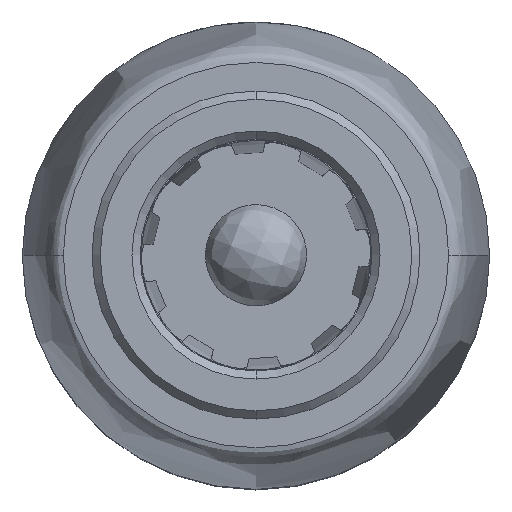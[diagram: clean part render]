
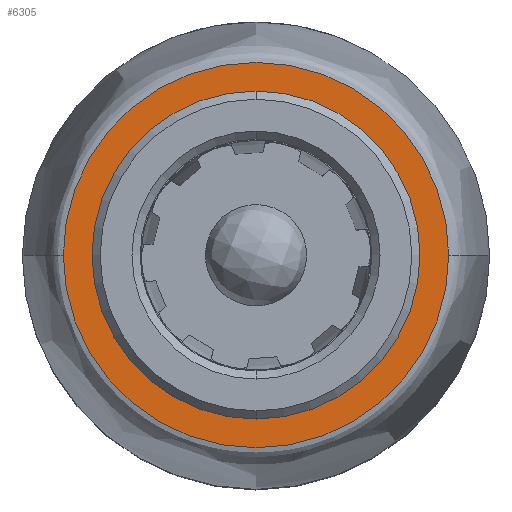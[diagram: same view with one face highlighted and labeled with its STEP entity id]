
A CAD part, top view. The second image highlights one B-rep face of the part: STEP entity #6305.
In plain terms, the highlighted face is planar.
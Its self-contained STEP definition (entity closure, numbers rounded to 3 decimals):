
#244 = CARTESIAN_POINT ( 'NONE',  ( 0., 0., 0. ) ) ;
#1305 = CARTESIAN_POINT ( 'NONE',  ( 0., 0., -4. ) ) ;
#2682 = CARTESIAN_POINT ( 'NONE',  ( 0., 0., 0. ) ) ;
#2970 = PLANE ( 'NONE',  #23398 ) ;
#3884 = CARTESIAN_POINT ( 'NONE',  ( 0., 0., 0. ) ) ;
#5367 = AXIS2_PLACEMENT_3D ( 'NONE', #23380, #28636, #31275 ) ;
#5502 = DIRECTION ( 'NONE',  ( -1., 0., 0. ) ) ;
#5775 = VERTEX_POINT ( 'NONE', #9846 ) ;
#6305 = ADVANCED_FACE ( 'NONE', ( #30869, #7215 ), #2970, .F. ) ;
#6621 = AXIS2_PLACEMENT_3D ( 'NONE', #23820, #8233, #29065 ) ;
#7215 = FACE_OUTER_BOUND ( 'NONE', #7805, .T. ) ;
#7805 = EDGE_LOOP ( 'NONE', ( #15700, #21905 ) ) ;
#8113 = DIRECTION ( 'NONE',  ( 0., 0., 1. ) ) ;
#8233 = DIRECTION ( 'NONE',  ( 1., 0., 0. ) ) ;
#8255 = VERTEX_POINT ( 'NONE', #25582 ) ;
#8603 = CARTESIAN_POINT ( 'NONE',  ( 0., 0., 4. ) ) ;
#9846 = CARTESIAN_POINT ( 'NONE',  ( 0., 4.7, 0. ) ) ;
#11761 = DIRECTION ( 'NONE',  ( -1., 0., 0. ) ) ;
#12869 = EDGE_CURVE ( 'NONE', #25357, #25499, #28105, .T. ) ;
#14215 = DIRECTION ( 'NONE',  ( 0., 0., 1. ) ) ;
#14220 = EDGE_CURVE ( 'NONE', #8255, #5775, #14964, .T. ) ;
#14964 = CIRCLE ( 'NONE', #23636, 4.7 ) ;
#14979 = ORIENTED_EDGE ( 'NONE', *, *, #12869, .F. ) ;
#15700 = ORIENTED_EDGE ( 'NONE', *, *, #19545, .F. ) ;
#16688 = ORIENTED_EDGE ( 'NONE', *, *, #20838, .F. ) ;
#18397 = DIRECTION ( 'NONE',  ( -1., 0., 0. ) ) ;
#19545 = EDGE_CURVE ( 'NONE', #5775, #8255, #28277, .T. ) ;
#20838 = EDGE_CURVE ( 'NONE', #25499, #25357, #31614, .T. ) ;
#21905 = ORIENTED_EDGE ( 'NONE', *, *, #14220, .F. ) ;
#23380 = CARTESIAN_POINT ( 'NONE',  ( 0., 0., 0. ) ) ;
#23398 = AXIS2_PLACEMENT_3D ( 'NONE', #244, #5502, #8113 ) ;
#23636 = AXIS2_PLACEMENT_3D ( 'NONE', #2682, #18397, #33722 ) ;
#23820 = CARTESIAN_POINT ( 'NONE',  ( 0., 0., 0. ) ) ;
#25357 = VERTEX_POINT ( 'NONE', #8603 ) ;
#25499 = VERTEX_POINT ( 'NONE', #1305 ) ;
#25582 = CARTESIAN_POINT ( 'NONE',  ( 0., -4.7, 0. ) ) ;
#28105 = CIRCLE ( 'NONE', #6621, 4. ) ;
#28277 = CIRCLE ( 'NONE', #30672, 4.7 ) ;
#28636 = DIRECTION ( 'NONE',  ( 1., 0., 0. ) ) ;
#29065 = DIRECTION ( 'NONE',  ( 0., 0., -1. ) ) ;
#29351 = EDGE_LOOP ( 'NONE', ( #16688, #14979 ) ) ;
#30672 = AXIS2_PLACEMENT_3D ( 'NONE', #3884, #11761, #14215 ) ;
#30869 = FACE_BOUND ( 'NONE', #29351, .T. ) ;
#31275 = DIRECTION ( 'NONE',  ( 0., 0., -1. ) ) ;
#31614 = CIRCLE ( 'NONE', #5367, 4. ) ;
#33722 = DIRECTION ( 'NONE',  ( 0., 0., 1. ) ) ;
